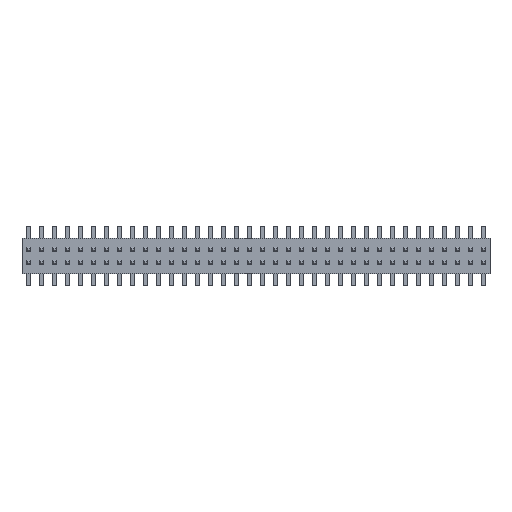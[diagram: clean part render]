
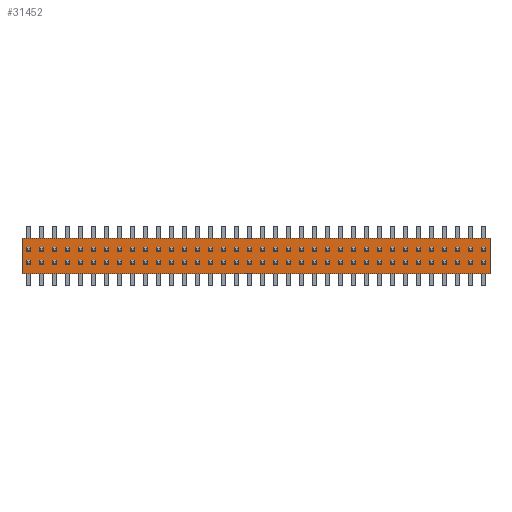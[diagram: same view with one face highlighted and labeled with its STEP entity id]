
A CAD part, top view. The second image highlights one B-rep face of the part: STEP entity #31452.
In plain terms, the highlighted face is planar.
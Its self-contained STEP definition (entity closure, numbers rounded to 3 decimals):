
#31320 = EDGE_CURVE('',#31321,#31323,#31325,.T.);
#31321 = VERTEX_POINT('',#31322);
#31322 = CARTESIAN_POINT('',(-22.86,1.753,-1.715));
#31323 = VERTEX_POINT('',#31324);
#31324 = CARTESIAN_POINT('',(-22.86,1.753,1.715));
#31325 = LINE('',#31326,#31327);
#31326 = CARTESIAN_POINT('',(-22.86,1.753,-1.715));
#31327 = VECTOR('',#31328,1.);
#31328 = DIRECTION('',(0.,0.,1.));
#31360 = EDGE_CURVE('',#31323,#31361,#31363,.T.);
#31361 = VERTEX_POINT('',#31362);
#31362 = CARTESIAN_POINT('',(22.86,1.753,1.715));
#31363 = LINE('',#31364,#31365);
#31364 = CARTESIAN_POINT('',(-22.86,1.753,1.715));
#31365 = VECTOR('',#31366,1.);
#31366 = DIRECTION('',(1.,0.,0.));
#31391 = EDGE_CURVE('',#31361,#31392,#31394,.T.);
#31392 = VERTEX_POINT('',#31393);
#31393 = CARTESIAN_POINT('',(22.86,1.753,-1.715));
#31394 = LINE('',#31395,#31396);
#31395 = CARTESIAN_POINT('',(22.86,1.753,1.715));
#31396 = VECTOR('',#31397,1.);
#31397 = DIRECTION('',(0.,0.,-1.));
#31422 = EDGE_CURVE('',#31392,#31321,#31423,.T.);
#31423 = LINE('',#31424,#31425);
#31424 = CARTESIAN_POINT('',(22.86,1.753,-1.715));
#31425 = VECTOR('',#31426,1.);
#31426 = DIRECTION('',(-1.,0.,0.));
#31452 = ADVANCED_FACE('',(#31453),#31459,.T.);
#31453 = FACE_BOUND('',#31454,.T.);
#31454 = EDGE_LOOP('',(#31455,#31456,#31457,#31458));
#31455 = ORIENTED_EDGE('',*,*,#31320,.T.);
#31456 = ORIENTED_EDGE('',*,*,#31360,.T.);
#31457 = ORIENTED_EDGE('',*,*,#31391,.T.);
#31458 = ORIENTED_EDGE('',*,*,#31422,.T.);
#31459 = PLANE('',#31460);
#31460 = AXIS2_PLACEMENT_3D('',#31461,#31462,#31463);
#31461 = CARTESIAN_POINT('',(0.,1.753,0.));
#31462 = DIRECTION('',(0.,1.,0.));
#31463 = DIRECTION('',(0.,-0.,1.));
